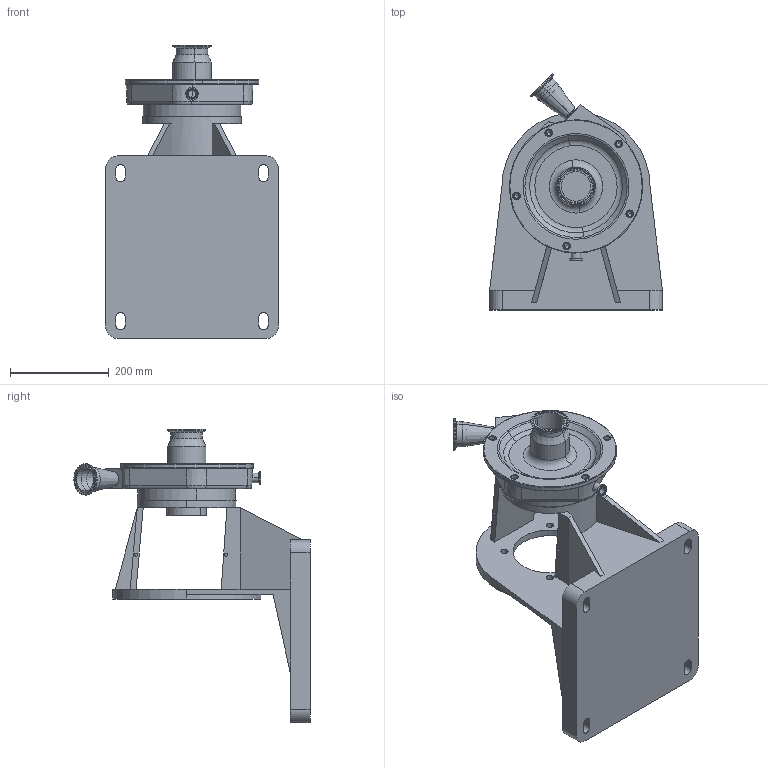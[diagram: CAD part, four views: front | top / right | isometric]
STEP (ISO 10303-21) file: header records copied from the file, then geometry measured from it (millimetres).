
FILE_DESCRIPTION (( 'STEP AP214' ), '1' );
FILE_NAME ('FP 742 250TC 45L 3-4 IN STR DRAIN.STEP', '2023-01-18T19:35:29', ( '' ), ( '' ), 'SwSTEP 2.0', 'SolidWorks 2021', '' );
FILE_SCHEMA (( 'AUTOMOTIVE_DESIGN' ));
Length unit declared in the file: millimetre
Products named in the file (1): FP 742 250TC 45L 3-4 IN STR DRAIN
Bounding box: 350 x 478.36 x 593.5 mm (x, y, z)
Volume: 12126251.5 mm3; surface area: 1017351.9 mm2
Topology: 1 solids, 9 shells, 399 faces, 877 edges, 524 vertices
Faces by surface type: cylinder 133, plane 116, cone 79, torus 66, sphere 4, bspline 1
Entity records: 11213 total; most frequent: DIRECTION 2133, CARTESIAN_POINT 2089, ORIENTED_EDGE 1730, AXIS2_PLACEMENT_3D 892, EDGE_CURVE 865, VERTEX_POINT 523, CIRCLE 493, EDGE_LOOP 460
